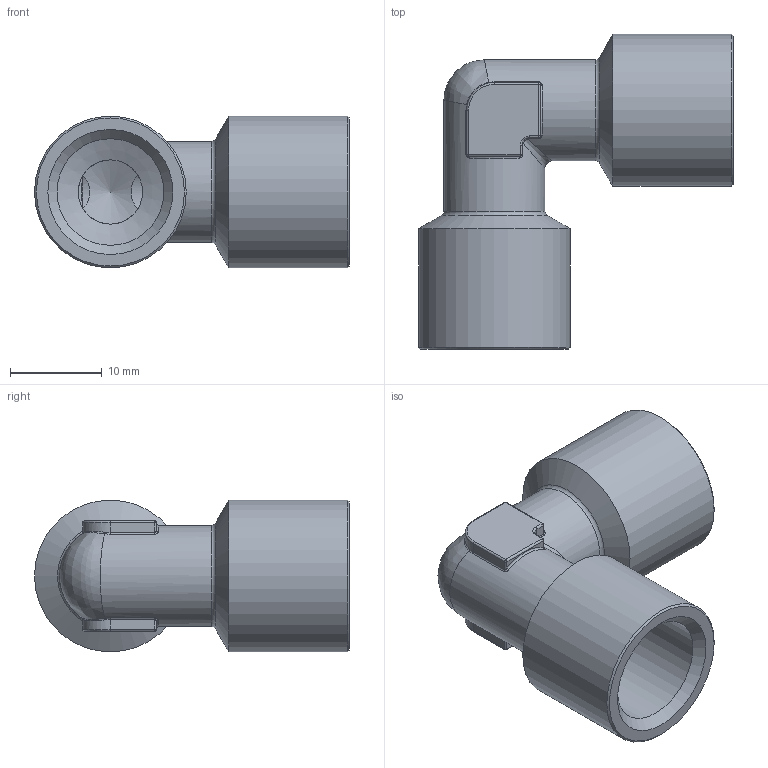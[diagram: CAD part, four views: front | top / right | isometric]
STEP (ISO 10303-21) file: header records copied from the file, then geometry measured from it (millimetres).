
FILE_DESCRIPTION(/* description */ (''),/* implementation_level */ '2;1');
FILE_NAME(/* name */ 'w_14_md_es.stp',/* time_stamp */ '2016-12-07T15:20:57+01:00',/* author */ ('leitheußer'),/* organization */ (''),/* preprocessor_version */ 'ST-DEVELOPER v15.6',/* originating_system */ 'Autodesk Inventor LT ',/* authorisation */ '');
FILE_SCHEMA (('CONFIG_CONTROL_DESIGN','AUTOMOTIVE_DESIGN { 1 0 10303 214 3 1 1 }'));
Length unit declared in the file: millimetre
Products named in the file (1): X5110002
Bounding box: 34.25 x 34.25 x 16.5 mm (x, y, z)
Volume: 4477.9 mm3; surface area: 4239.7 mm2
Topology: 1 solids, 1 shells, 114 faces, 261 edges, 139 vertices
Faces by surface type: cylinder 46, bspline 22, plane 16, cone 12, torus 10, sphere 8
Full cylindrical faces by diameter (mm): 7 x2, 11 x2, 11.6 x2, 16.5 x2
Entity records: 3848 total; most frequent: CARTESIAN_POINT 1564, DIRECTION 476, ORIENTED_EDGE 452, EDGE_CURVE 226, AXIS2_PLACEMENT_3D 206, EDGE_LOOP 134, VERTEX_POINT 132, FACE_OUTER_BOUND 114
